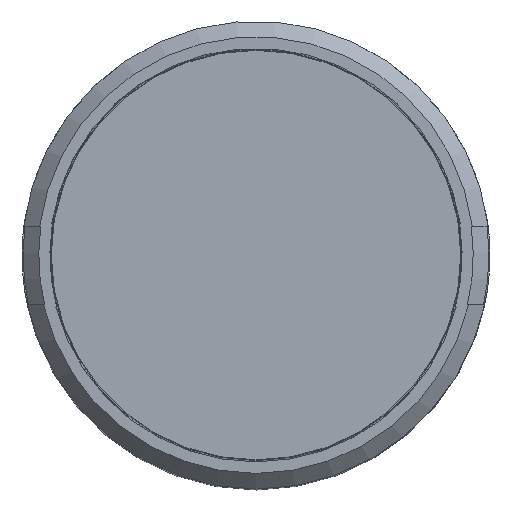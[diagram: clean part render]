
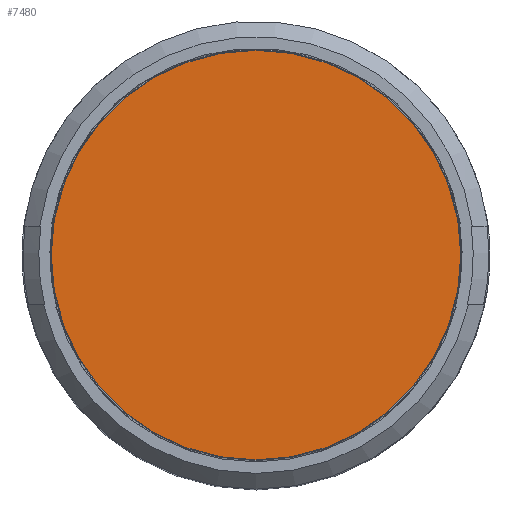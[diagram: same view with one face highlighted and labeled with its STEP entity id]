
A CAD part, top view. The second image highlights one B-rep face of the part: STEP entity #7480.
In plain terms, the highlighted planar face has unit normal (0, 0, 1).
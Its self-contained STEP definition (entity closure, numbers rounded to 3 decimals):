
#2090=CARTESIAN_POINT('',(0.,0.,40.));
#2091=DIRECTION('',(0.,0.,1.));
#2092=DIRECTION('',(1.,0.,0.));
#2093=AXIS2_PLACEMENT_3D('',#2090,#2091,#2092);
#2095=CARTESIAN_POINT('',(0.,0.,40.));
#2096=DIRECTION('',(0.,0.,1.));
#2097=DIRECTION('',(-1.,0.,0.));
#2098=AXIS2_PLACEMENT_3D('',#2095,#2096,#2097);
#2958=CARTESIAN_POINT('',(7.825,0.,40.));
#2959=CARTESIAN_POINT('',(-7.825,0.,40.));
#2960=VERTEX_POINT('',#2958);
#2961=VERTEX_POINT('',#2959);
#7471=CARTESIAN_POINT('',(0.,0.,40.));
#7472=DIRECTION('',(0.,0.,1.));
#7473=DIRECTION('',(1.,0.,0.));
#7474=AXIS2_PLACEMENT_3D('',#7471,#7472,#7473);
#7475=PLANE('',#7474);
#7476=ORIENTED_EDGE('',*,*,#7427,.F.);
#7477=ORIENTED_EDGE('',*,*,#7453,.F.);
#7478=EDGE_LOOP('',(#7476,#7477));
#7479=FACE_OUTER_BOUND('',#7478,.F.);
#7480=ADVANCED_FACE('',(#7479),#7475,.T.);
#2094=CIRCLE('',#2093,7.825);
#2099=CIRCLE('',#2098,7.825);
#7427=EDGE_CURVE('',#2960,#2961,#2094,.T.);
#7453=EDGE_CURVE('',#2961,#2960,#2099,.T.);
